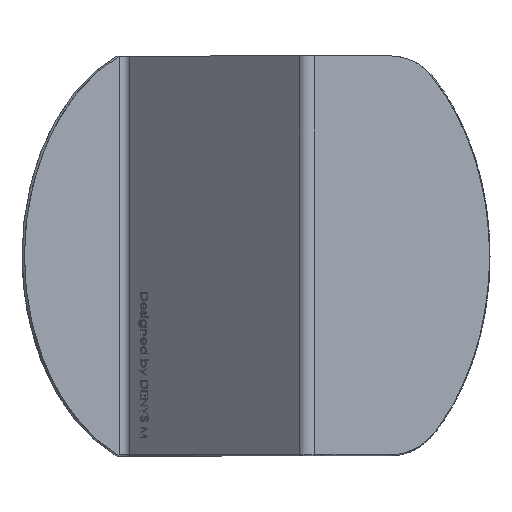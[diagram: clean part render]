
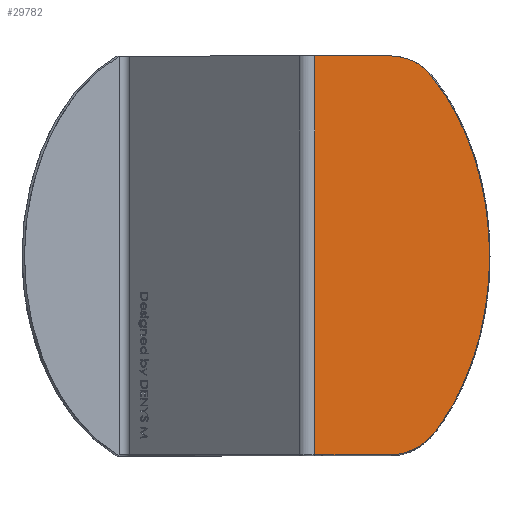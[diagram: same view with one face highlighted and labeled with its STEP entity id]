
A CAD part, top view. The second image highlights one B-rep face of the part: STEP entity #29782.
In plain terms, the highlighted free-form (B-spline) face has degree [1, 1] with [2, 2] control points.
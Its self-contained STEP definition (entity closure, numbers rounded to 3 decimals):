
#29782 = ADVANCED_FACE('',(#29783),#29892,.T.);
#29783 = FACE_BOUND('',#29784,.T.);
#29784 = EDGE_LOOP('',(#29785,#29798,#29809,#29820,#29831,#29842,#29853,
    #29863,#29873,#29880,#29887));
#29785 = ORIENTED_EDGE('',*,*,#29786,.T.);
#29786 = EDGE_CURVE('',#29787,#29789,#29791,.T.);
#29787 = VERTEX_POINT('',#29788);
#29788 = CARTESIAN_POINT('',(19.057,-44.877,
    22.252));
#29789 = VERTEX_POINT('',#29790);
#29790 = CARTESIAN_POINT('',(24.547,-43.387,
    16.761));
#29791 = B_SPLINE_CURVE_WITH_KNOTS('',5,(#29792,#29793,#29794,#29795,
    #29796,#29797),.UNSPECIFIED.,.F.,.F.,(6,6),(1.571,
    1.95),.PIECEWISE_BEZIER_KNOTS.);
#29792 = CARTESIAN_POINT('',(19.057,-44.877,
    22.252));
#29793 = CARTESIAN_POINT('',(20.182,-44.877,
    21.127));
#29794 = CARTESIAN_POINT('',(21.306,-44.726,
    20.002));
#29795 = CARTESIAN_POINT('',(22.418,-44.424,
    18.891));
#29796 = CARTESIAN_POINT('',(23.502,-43.975,
    17.806));
#29797 = CARTESIAN_POINT('',(24.547,-43.387,
    16.761));
#29798 = ORIENTED_EDGE('',*,*,#29799,.T.);
#29799 = EDGE_CURVE('',#29789,#29800,#29802,.T.);
#29800 = VERTEX_POINT('',#29801);
#29801 = CARTESIAN_POINT('',(29.258,-39.128,
    12.051));
#29802 = B_SPLINE_CURVE_WITH_KNOTS('',5,(#29803,#29804,#29805,#29806,
    #29807,#29808),.UNSPECIFIED.,.F.,.F.,(6,6),(1.95,
    2.329),.PIECEWISE_BEZIER_KNOTS.);
#29803 = CARTESIAN_POINT('',(24.547,-43.387,
    16.761));
#29804 = CARTESIAN_POINT('',(25.592,-42.798,
    15.716));
#29805 = CARTESIAN_POINT('',(26.598,-42.069,
    14.711));
#29806 = CARTESIAN_POINT('',(27.551,-41.207,
    13.757));
#29807 = CARTESIAN_POINT('',(28.441,-40.222,
    12.867));
#29808 = CARTESIAN_POINT('',(29.258,-39.128,
    12.051));
#29809 = ORIENTED_EDGE('',*,*,#29810,.T.);
#29810 = EDGE_CURVE('',#29800,#29811,#29813,.T.);
#29811 = VERTEX_POINT('',#29812);
#29812 = CARTESIAN_POINT('',(38.35,-20.309,
    2.958));
#29813 = B_SPLINE_CURVE_WITH_KNOTS('',5,(#29814,#29815,#29816,#29817,
    #29818,#29819),.UNSPECIFIED.,.F.,.F.,(6,6),(2.329,
    2.755),.PIECEWISE_BEZIER_KNOTS.);
#29814 = CARTESIAN_POINT('',(29.258,-39.128,
    12.051));
#29815 = CARTESIAN_POINT('',(31.616,-35.969,
    9.693));
#29816 = CARTESIAN_POINT('',(33.736,-32.455,
    7.573));
#29817 = CARTESIAN_POINT('',(35.582,-28.634,
    5.727));
#29818 = CARTESIAN_POINT('',(37.126,-24.564,
    4.182));
#29819 = CARTESIAN_POINT('',(38.35,-20.309,
    2.958));
#29820 = ORIENTED_EDGE('',*,*,#29821,.T.);
#29821 = EDGE_CURVE('',#29811,#29822,#29824,.T.);
#29822 = VERTEX_POINT('',#29823);
#29823 = CARTESIAN_POINT('',(41.129,2.142,
    0.179));
#29824 = B_SPLINE_CURVE_WITH_KNOTS('',5,(#29825,#29826,#29827,#29828,
    #29829,#29830),.UNSPECIFIED.,.F.,.F.,(6,6),(2.755,
    3.181),.PIECEWISE_BEZIER_KNOTS.);
#29825 = CARTESIAN_POINT('',(38.35,-20.309,
    2.958));
#29826 = CARTESIAN_POINT('',(39.574,-16.054,
    1.735));
#29827 = CARTESIAN_POINT('',(40.477,-11.615,
    0.831));
#29828 = CARTESIAN_POINT('',(41.042,-7.056,
    0.267));
#29829 = CARTESIAN_POINT('',(41.258,-2.447,
    0.05));
#29830 = CARTESIAN_POINT('',(41.129,2.142,
    0.179));
#29831 = ORIENTED_EDGE('',*,*,#29832,.T.);
#29832 = EDGE_CURVE('',#29822,#29833,#29835,.T.);
#29833 = VERTEX_POINT('',#29834);
#29834 = CARTESIAN_POINT('',(37.098,24.21,
    4.211));
#29835 = B_SPLINE_CURVE_WITH_KNOTS('',5,(#29836,#29837,#29838,#29839,
    #29840,#29841),.UNSPECIFIED.,.F.,.F.,(6,6),(3.181,
    3.607),.PIECEWISE_BEZIER_KNOTS.);
#29836 = CARTESIAN_POINT('',(41.129,2.142,
    0.179));
#29837 = CARTESIAN_POINT('',(41.,6.732,
    0.308));
#29838 = CARTESIAN_POINT('',(40.525,11.302,
    0.783));
#29839 = CARTESIAN_POINT('',(39.707,15.783,
    1.602));
#29840 = CARTESIAN_POINT('',(38.557,20.107,
    2.752));
#29841 = CARTESIAN_POINT('',(37.098,24.21,
    4.211));
#29842 = ORIENTED_EDGE('',*,*,#29843,.T.);
#29843 = EDGE_CURVE('',#29833,#29844,#29846,.T.);
#29844 = VERTEX_POINT('',#29845);
#29845 = CARTESIAN_POINT('',(26.978,41.949,
    14.331));
#29846 = B_SPLINE_CURVE_WITH_KNOTS('',5,(#29847,#29848,#29849,#29850,
    #29851,#29852),.UNSPECIFIED.,.F.,.F.,(6,6),(3.607,
    4.034),.PIECEWISE_BEZIER_KNOTS.);
#29847 = CARTESIAN_POINT('',(37.098,24.21,
    4.211));
#29848 = CARTESIAN_POINT('',(35.639,28.314,
    5.67));
#29849 = CARTESIAN_POINT('',(33.871,32.198,
    7.438));
#29850 = CARTESIAN_POINT('',(31.816,35.8,
    9.493));
#29851 = CARTESIAN_POINT('',(29.505,39.065,
    11.803));
#29852 = CARTESIAN_POINT('',(26.978,41.949,
    14.331));
#29853 = ORIENTED_EDGE('',*,*,#29854,.T.);
#29854 = EDGE_CURVE('',#29844,#29855,#29857,.T.);
#29855 = VERTEX_POINT('',#29856);
#29856 = CARTESIAN_POINT('',(23.175,44.328,
    18.134));
#29857 = B_SPLINE_CURVE_WITH_KNOTS('',4,(#29858,#29859,#29860,#29861,
    #29862),.UNSPECIFIED.,.F.,.F.,(5,5),(4.157,4.435),
  .PIECEWISE_BEZIER_KNOTS.);
#29858 = CARTESIAN_POINT('',(26.978,41.949,
    14.331));
#29859 = CARTESIAN_POINT('',(26.091,42.727,
    15.217));
#29860 = CARTESIAN_POINT('',(25.154,43.388,
    16.154));
#29861 = CARTESIAN_POINT('',(24.178,43.924,
    17.131));
#29862 = CARTESIAN_POINT('',(23.175,44.328,
    18.134));
#29863 = ORIENTED_EDGE('',*,*,#29864,.T.);
#29864 = EDGE_CURVE('',#29855,#29865,#29867,.T.);
#29865 = VERTEX_POINT('',#29866);
#29866 = CARTESIAN_POINT('',(19.057,45.142,
    22.252));
#29867 = B_SPLINE_CURVE_WITH_KNOTS('',4,(#29868,#29869,#29870,#29871,
    #29872),.UNSPECIFIED.,.F.,.F.,(5,5),(4.435,4.712),
  .PIECEWISE_BEZIER_KNOTS.);
#29868 = CARTESIAN_POINT('',(23.175,44.328,
    18.134));
#29869 = CARTESIAN_POINT('',(22.172,44.733,
    19.137));
#29870 = CARTESIAN_POINT('',(21.142,45.006,
    20.166));
#29871 = CARTESIAN_POINT('',(20.1,45.142,
    21.209));
#29872 = CARTESIAN_POINT('',(19.057,45.142,
    22.252));
#29873 = ORIENTED_EDGE('',*,*,#29874,.T.);
#29874 = EDGE_CURVE('',#29865,#29875,#29877,.T.);
#29875 = VERTEX_POINT('',#29876);
#29876 = CARTESIAN_POINT('',(1.68,45.142,
    39.629));
#29877 = B_SPLINE_CURVE_WITH_KNOTS('',1,(#29878,#29879),.UNSPECIFIED.,
  .F.,.F.,(2,2),(-23.136,-0.),.PIECEWISE_BEZIER_KNOTS.);
#29878 = CARTESIAN_POINT('',(19.057,45.142,
    22.252));
#29879 = CARTESIAN_POINT('',(1.68,45.142,
    39.629));
#29880 = ORIENTED_EDGE('',*,*,#29881,.T.);
#29881 = EDGE_CURVE('',#29875,#29882,#29884,.T.);
#29882 = VERTEX_POINT('',#29883);
#29883 = CARTESIAN_POINT('',(1.68,-44.877,
    39.629));
#29884 = B_SPLINE_CURVE_WITH_KNOTS('',1,(#29885,#29886),.UNSPECIFIED.,
  .F.,.F.,(2,2),(-84.75,-0.),.PIECEWISE_BEZIER_KNOTS.);
#29885 = CARTESIAN_POINT('',(1.68,45.142,
    39.629));
#29886 = CARTESIAN_POINT('',(1.68,-44.877,
    39.629));
#29887 = ORIENTED_EDGE('',*,*,#29888,.T.);
#29888 = EDGE_CURVE('',#29882,#29787,#29889,.T.);
#29889 = B_SPLINE_CURVE_WITH_KNOTS('',1,(#29890,#29891),.UNSPECIFIED.,
  .F.,.F.,(2,2),(0.,23.136),.PIECEWISE_BEZIER_KNOTS.);
#29890 = CARTESIAN_POINT('',(1.68,-44.877,
    39.629));
#29891 = CARTESIAN_POINT('',(19.057,-44.877,
    22.252));
#29892 = B_SPLINE_SURFACE_WITH_KNOTS('',1,1,(
    (#29893,#29894)
    ,(#29895,#29896
    )),.UNSPECIFIED.,.F.,.F.,.F.,(2,2),(2,2),(-54.801,-2.237),(
    -85.,-0.25),.PIECEWISE_BEZIER_KNOTS.);
#29893 = CARTESIAN_POINT('',(41.159,45.142,
    0.149));
#29894 = CARTESIAN_POINT('',(41.159,-44.877,
    0.149));
#29895 = CARTESIAN_POINT('',(1.68,45.142,
    39.629));
#29896 = CARTESIAN_POINT('',(1.68,-44.877,
    39.629));
